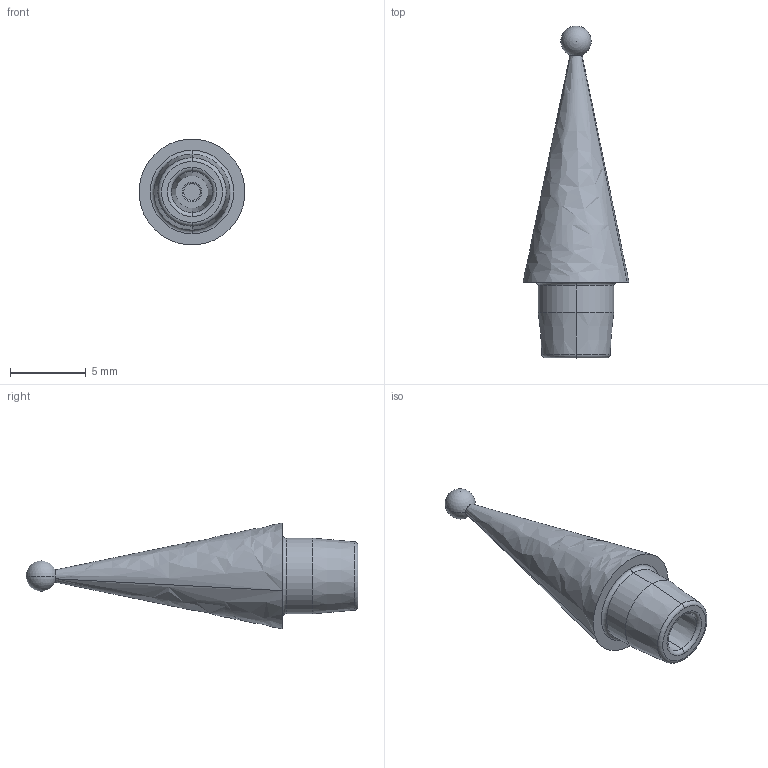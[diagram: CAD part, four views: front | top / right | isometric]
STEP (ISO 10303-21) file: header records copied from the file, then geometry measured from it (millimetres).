
FILE_DESCRIPTION (( 'STEP AP214' ), '1' );
FILE_NAME ('5x15mm_2mm_globe_post.STEP', '2019-09-15T01:39:06', ( '' ), ( '' ), 'SwSTEP 2.0', 'SolidWorks 2015', '' );
FILE_SCHEMA (( 'AUTOMOTIVE_DESIGN' ));
Length unit declared in the file: millimetre
Products named in the file (1): 5x15mm_2mm_globe_post
Bounding box: 6.98 x 21.92 x 6.98 mm (x, y, z)
Volume: 252.3 mm3; surface area: 413.8 mm2
Topology: 1 solids, 1 shells, 26 faces, 57 edges, 34 vertices
Faces by surface type: torus 8, cylinder 6, cone 4, plane 4, sphere 2, bspline 2
Entity records: 738 total; most frequent: DIRECTION 140, CARTESIAN_POINT 138, ORIENTED_EDGE 104, AXIS2_PLACEMENT_3D 65, EDGE_CURVE 52, CIRCLE 40, VERTEX_POINT 31, EDGE_LOOP 29
